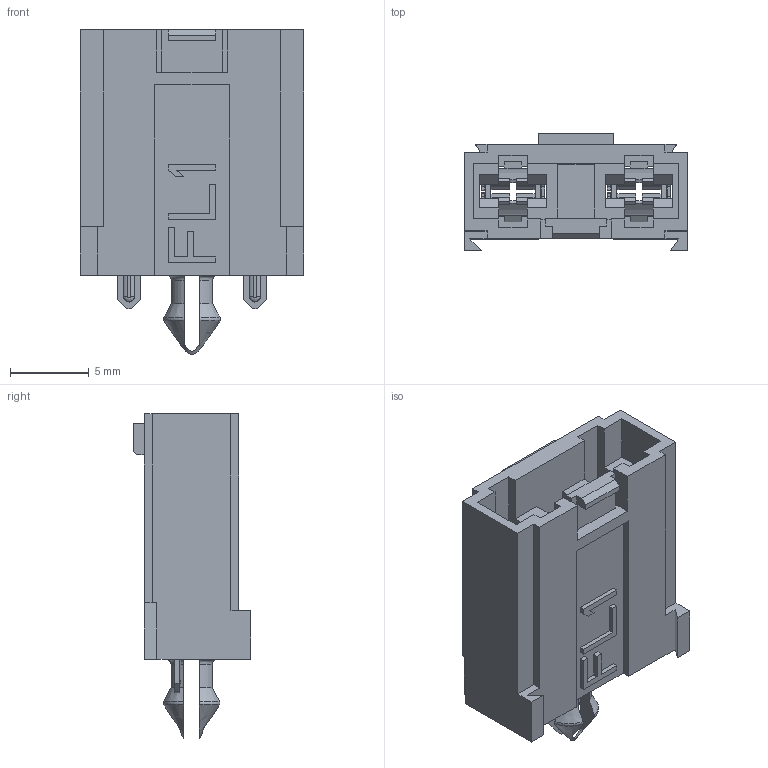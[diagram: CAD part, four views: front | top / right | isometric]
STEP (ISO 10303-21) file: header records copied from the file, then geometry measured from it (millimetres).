
FILE_DESCRIPTION(/* description */ (''),/* implementation_level */ '2;1');
FILE_NAME(/* name */ '178.6764.0001 (A).stp',/* time_stamp */ '2020-06-10T12:39:22-05:00',/* author */ (''),/* organization */ (''),/* preprocessor_version */ 'ST-DEVELOPER v16',/* originating_system */ 'SIEMENS PLM Software NX 11.0',/* authorisation */ '');
FILE_SCHEMA (('AUTOMOTIVE_DESIGN { 1 0 10303 214 3 1 1 1 }'));
Length unit declared in the file: millimetre
Products named in the file (4): 10000043872amo000_a; 10000043874amo000_a; 10000043873amo000_a; 10000043871amo000_a
Assembly tree (5 placements, depth 2):
  10000043871amo000_a
    10000043873amo000_a  x2
    10000043874amo000_a  x2
    10000043872amo000_a
Bounding box: 14.2 x 7.45 x 20.61 mm (x, y, z)
Volume: 693.5 mm3; surface area: 2242.9 mm2
Topology: 5 solids, 5 shells, 1296 faces, 3544 edges, 2280 vertices
Faces by surface type: plane 974, cylinder 252, bspline 48, torus 16, cone 6
Entity records: 30597 total; most frequent: CARTESIAN_POINT 6745, ORIENTED_EDGE 5136, DIRECTION 4631, EDGE_CURVE 2568, LINE 2173, VECTOR 2173, VERTEX_POINT 1670, AXIS2_PLACEMENT_3D 1229
